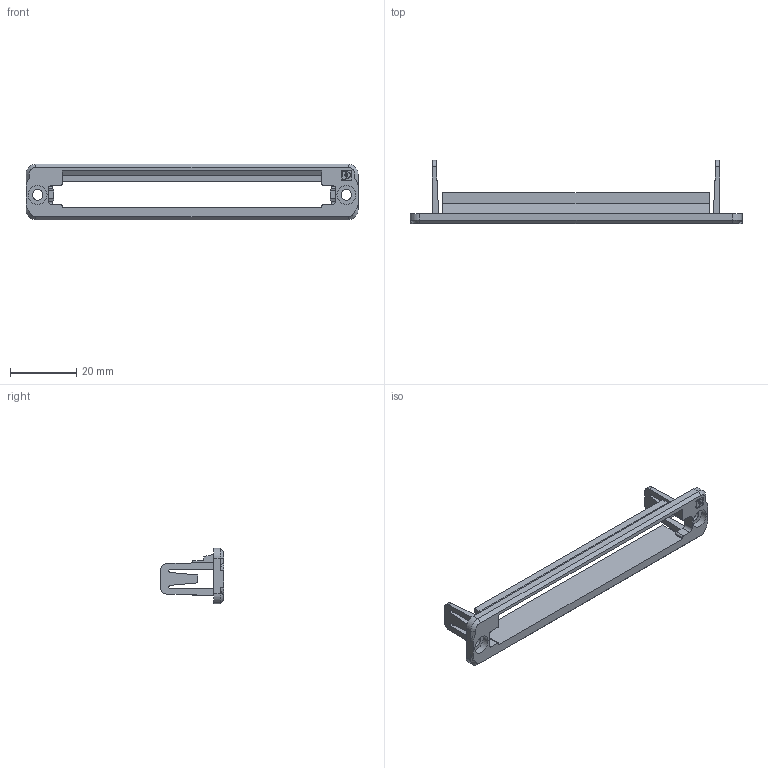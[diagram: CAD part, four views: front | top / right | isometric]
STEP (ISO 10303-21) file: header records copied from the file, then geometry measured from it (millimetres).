
FILE_DESCRIPTION(('Creo Elements/Direct Modeling STEP Export'),'2;1');
FILE_NAME('model.stp','2020-08-03T11:22:38',(''),(''),'Creo Elements/Direct Modeling STEP processor for AP214 (Solid Model)','Creo Elements/Direct Modeling 20.1A 29-Sep-2018 (C) Parametric Technology GmbH','');
FILE_SCHEMA(('AUTOMOTIVE_DESIGN { 1 0 10303 214 1 1 1 1 }'));
Length unit declared in the file: millimetre
Products named in the file (2): IC-DFR-15-5_08
Assembly tree (1 placements, depth 2):
  IC-DFR-15-5_08
    IC-DFR-15-5_08
Bounding box: 99.87 x 19 x 16.75 mm (x, y, z)
Volume: 3858.6 mm3; surface area: 5794.6 mm2
Topology: 1 solids, 1 shells, 128 faces, 364 edges, 240 vertices
Faces by surface type: plane 71, cylinder 53, cone 4
Entity records: 5187 total; most frequent: ORIENTED_EDGE 728, CARTESIAN_POINT 726, DIRECTION 704, EDGE_CURVE 364, VECTOR 244, LINE 244, VERTEX_POINT 240, AXIS2_PLACEMENT_3D 230
